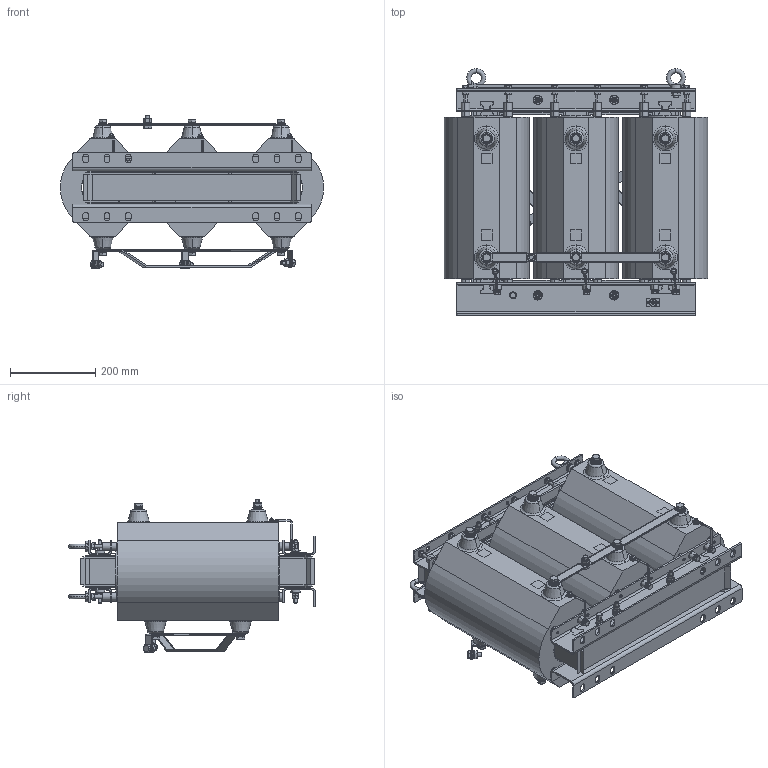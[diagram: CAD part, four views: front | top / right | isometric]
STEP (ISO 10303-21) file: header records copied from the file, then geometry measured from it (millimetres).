
FILE_DESCRIPTION (( 'STEP AP214' ), '1' );
FILE_NAME ('ﾒﾋﾑ-16 ﾄ.Y.STEP', '2022-11-08T08:58:00', ( '' ), ( '' ), 'SwSTEP 2.0', 'SolidWorks 2010', '' );
FILE_SCHEMA (( 'AUTOMOTIVE_DESIGN' ));
Length unit declared in the file: millimetre
Products named in the file (1): ﾒﾋﾑ-16 ﾄ.Y
Bounding box: 620 x 580.5 x 361 mm (x, y, z)
Surface area: 3526134.6 mm2 (no closed solid volume)
Topology: 0 solids, 366 shells, 1936 faces, 6501 edges, 4780 vertices
Faces by surface type: plane 979, cylinder 628, cone 243, torus 64, sphere 12, bspline 10
Entity records: 99108 total; most frequent: CARTESIAN_POINT 21830, DIRECTION 12066, ORIENTED_EDGE 9753, EDGE_CURVE 6501, VERTEX_POINT 4780, AXIS2_PLACEMENT_3D 4604, LINE 2858, VECTOR 2858
